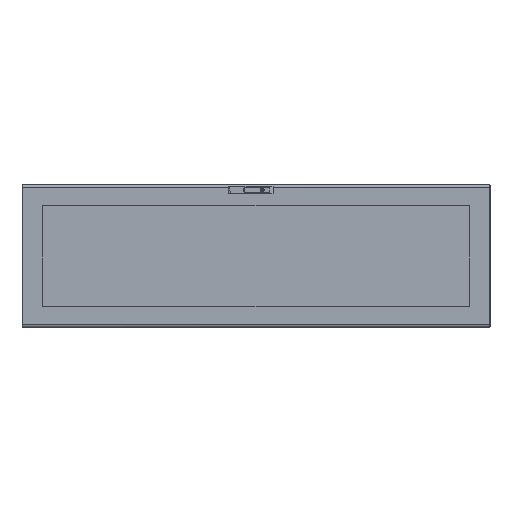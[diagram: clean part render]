
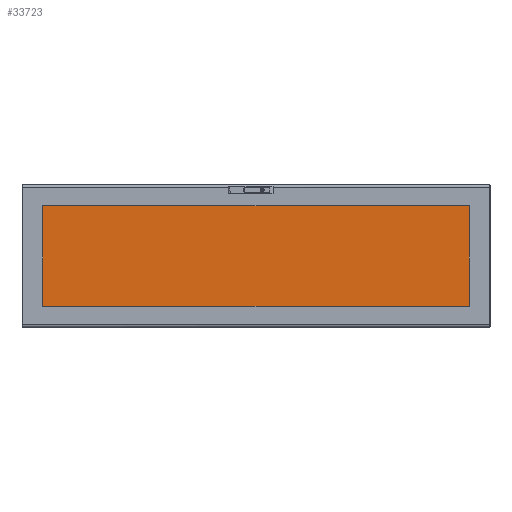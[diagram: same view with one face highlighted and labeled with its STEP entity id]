
A CAD part, top view. The second image highlights one B-rep face of the part: STEP entity #33723.
In plain terms, the highlighted planar face has unit normal (0, 0, 1).
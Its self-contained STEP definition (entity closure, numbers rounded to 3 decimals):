
#6039 = CARTESIAN_POINT ( 'NONE',  ( 910., 230., 4. ) ) ;
#6790 = CARTESIAN_POINT ( 'NONE',  ( 910., -230., 4. ) ) ;
#7483 = CARTESIAN_POINT ( 'NONE',  ( -910., 230., 4. ) ) ;
#7499 = CARTESIAN_POINT ( 'NONE',  ( -910., -230., 4. ) ) ;
#9089 = EDGE_LOOP ( 'NONE', ( #40052, #40053, #40054, #40055 ) ) ;
#12038 = DIRECTION ( 'NONE',  ( 1., 0., 0. ) ) ;
#12040 = DIRECTION ( 'NONE',  ( 0., 0., 1. ) ) ;
#12050 = PLANE ( 'NONE',  #31675 ) ;
#12055 = CARTESIAN_POINT ( 'NONE',  ( -910., -230., 4. ) ) ;
#21674 = VERTEX_POINT ( 'NONE', #7499 ) ;
#21681 = VERTEX_POINT ( 'NONE', #7483 ) ;
#21745 = VERTEX_POINT ( 'NONE', #6790 ) ;
#21818 = VERTEX_POINT ( 'NONE', #6039 ) ;
#28155 = FACE_OUTER_BOUND ( 'NONE', #9089, .T. ) ;
#31675 = AXIS2_PLACEMENT_3D ( 'NONE', #12055, #12040, #12038 ) ;
#33723 = ADVANCED_FACE ( 'NONE', ( #28155 ), #12050, .T. ) ;
#40052 = ORIENTED_EDGE ( 'NONE', *, *, #56728, .T. ) ;
#40053 = ORIENTED_EDGE ( 'NONE', *, *, #56735, .T. ) ;
#40054 = ORIENTED_EDGE ( 'NONE', *, *, #56736, .T. ) ;
#40055 = ORIENTED_EDGE ( 'NONE', *, *, #56733, .T. ) ;
#44939 = VECTOR ( 'NONE', #51503, 1000. ) ;
#44941 = LINE ( 'NONE', #51504, #44939 ) ;
#44945 = VECTOR ( 'NONE', #51507, 1000. ) ;
#44948 = VECTOR ( 'NONE', #51514, 1000. ) ;
#44949 = LINE ( 'NONE', #51515, #44948 ) ;
#44962 = VECTOR ( 'NONE', #51535, 1000. ) ;
#44964 = LINE ( 'NONE', #51536, #44962 ) ;
#44979 = LINE ( 'NONE', #51530, #44945 ) ;
#51503 = DIRECTION ( 'NONE',  ( 0., 1., 0. ) ) ;
#51504 = CARTESIAN_POINT ( 'NONE',  ( 910., 230., 4. ) ) ;
#51507 = DIRECTION ( 'NONE',  ( 1., 0., 0. ) ) ;
#51514 = DIRECTION ( 'NONE',  ( -1., 0., 0. ) ) ;
#51515 = CARTESIAN_POINT ( 'NONE',  ( -910., 230., 4. ) ) ;
#51530 = CARTESIAN_POINT ( 'NONE',  ( -910., -230., 4. ) ) ;
#51535 = DIRECTION ( 'NONE',  ( 0., -1., 0. ) ) ;
#51536 = CARTESIAN_POINT ( 'NONE',  ( -910., 230., 4. ) ) ;
#56728 = EDGE_CURVE ( 'NONE', #21681, #21674, #44964, .T. ) ;
#56733 = EDGE_CURVE ( 'NONE', #21818, #21681, #44949, .T. ) ;
#56735 = EDGE_CURVE ( 'NONE', #21674, #21745, #44979, .T. ) ;
#56736 = EDGE_CURVE ( 'NONE', #21745, #21818, #44941, .T. ) ;
